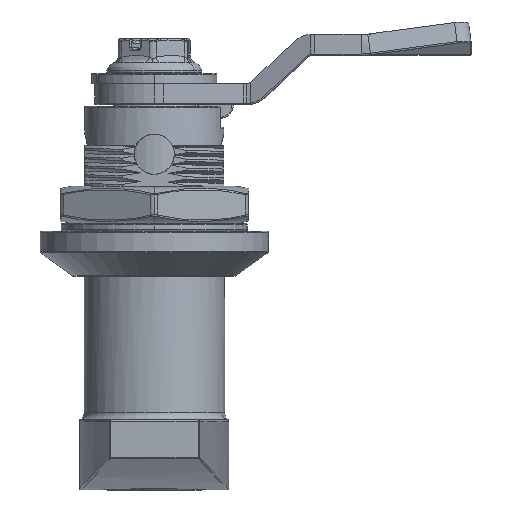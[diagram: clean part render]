
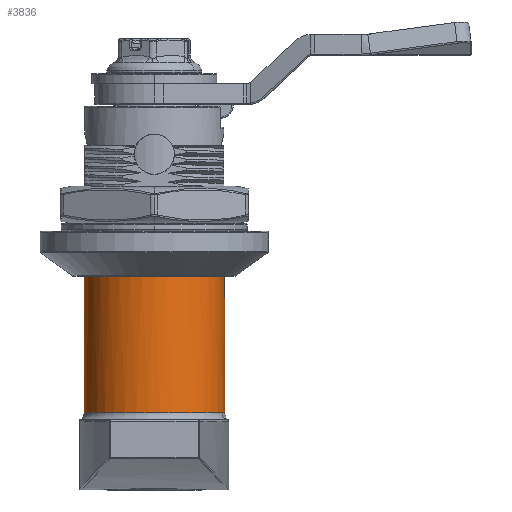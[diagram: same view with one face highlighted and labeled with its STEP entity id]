
A CAD part, front view. The second image highlights one B-rep face of the part: STEP entity #3836.
In plain terms, the highlighted cylindrical face has radius 10 mm (diameter 20 mm), a partial arc.
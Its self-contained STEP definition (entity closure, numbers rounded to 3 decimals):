
#3447 = VERTEX_POINT ( 'NONE', #25222 ) ;
#3452 = VERTEX_POINT ( 'NONE', #25183 ) ;
#3605 = EDGE_CURVE ( 'NONE', #3452, #3607, #25423, .T. ) ;
#3607 = VERTEX_POINT ( 'NONE', #25421 ) ;
#3630 = EDGE_CURVE ( 'NONE', #3447, #3631, #25451, .T. ) ;
#3631 = VERTEX_POINT ( 'NONE', #25497 ) ;
#3836 = ADVANCED_FACE ( 'NONE', ( #25764 ), #25766, .T. ) ;
#3838 = EDGE_CURVE ( 'NONE', #3607, #3872, #25761, .T. ) ;
#3840 = ORIENTED_EDGE ( 'NONE', *, *, #3630, .F. ) ;
#3842 = ORIENTED_EDGE ( 'NONE', *, *, #3875, .T. ) ;
#3843 = ORIENTED_EDGE ( 'NONE', *, *, #3838, .T. ) ;
#3845 = EDGE_CURVE ( 'NONE', #3872, #3924, #25749, .T. ) ;
#3847 = ORIENTED_EDGE ( 'NONE', *, *, #3845, .T. ) ;
#3861 = ORIENTED_EDGE ( 'NONE', *, *, #3605, .T. ) ;
#3872 = VERTEX_POINT ( 'NONE', #25769 ) ;
#3875 = EDGE_CURVE ( 'NONE', #3447, #3452, #25768, .T. ) ;
#3877 = EDGE_LOOP ( 'NONE', ( #3840, #3842, #3861, #3843, #3847, #3925 ) ) ;
#3924 = VERTEX_POINT ( 'NONE', #25874 ) ;
#3925 = ORIENTED_EDGE ( 'NONE', *, *, #3926, .T. ) ;
#3926 = EDGE_CURVE ( 'NONE', #3924, #3631, #25872, .T. ) ;
#25183 = CARTESIAN_POINT ( 'NONE',  ( 10., 0., -21.2 ) ) ;
#25222 = CARTESIAN_POINT ( 'NONE',  ( -10., 0., -21.2 ) ) ;
#25418 = DIRECTION ( 'NONE',  ( 0., 0., 1. ) ) ;
#25419 = VECTOR ( 'NONE', #25418, 1000. ) ;
#25421 = CARTESIAN_POINT ( 'NONE',  ( 10., 0., -0.917 ) ) ;
#25422 = CARTESIAN_POINT ( 'NONE',  ( 10., 0., -21.4 ) ) ;
#25423 = LINE ( 'NONE', #25422, #25419 ) ;
#25440 = DIRECTION ( 'NONE',  ( 0., 0., 1. ) ) ;
#25441 = VECTOR ( 'NONE', #25440, 1000. ) ;
#25450 = CARTESIAN_POINT ( 'NONE',  ( -10., 0., -21.4 ) ) ;
#25451 = LINE ( 'NONE', #25450, #25441 ) ;
#25497 = CARTESIAN_POINT ( 'NONE',  ( -10., 0., -0.917 ) ) ;
#25720 = DIRECTION ( 'NONE',  ( 0., 0., 1. ) ) ;
#25725 = CARTESIAN_POINT ( 'NONE',  ( 0., 0., -21.4 ) ) ;
#25738 = AXIS2_PLACEMENT_3D ( 'NONE', #25725, #25720, #25762 ) ;
#25746 = DIRECTION ( 'NONE',  ( -1., 0., 0. ) ) ;
#25747 = DIRECTION ( 'NONE',  ( 0., 0., -1. ) ) ;
#25748 = AXIS2_PLACEMENT_3D ( 'NONE', #25759, #25747, #25746 ) ;
#25749 = CIRCLE ( 'NONE', #25748, 10. ) ;
#25750 = CARTESIAN_POINT ( 'NONE',  ( 9.613, -2.756, -1. ) ) ;
#25751 = CARTESIAN_POINT ( 'NONE',  ( 9.742, -2.305, -1. ) ) ;
#25752 = CARTESIAN_POINT ( 'NONE',  ( 9.839, -1.846, -0.975 ) ) ;
#25753 = CARTESIAN_POINT ( 'NONE',  ( 9.968, -0.925, -0.933 ) ) ;
#25754 = CARTESIAN_POINT ( 'NONE',  ( 10., -0.463, -0.917 ) ) ;
#25755 = CARTESIAN_POINT ( 'NONE',  ( 10., 0., -0.917 ) ) ;
#25759 = CARTESIAN_POINT ( 'NONE',  ( 0., 0., -1. ) ) ;
#25761 = B_SPLINE_CURVE_WITH_KNOTS ( 'NONE', 3,
 ( #25755, #25754, #25753, #25752, #25751, #25750 ),
 .UNSPECIFIED., .F., .F.,
 ( 4, 2, 4 ),
 ( 0.003, 0.004, 0.006 ),
 .UNSPECIFIED. ) ;
#25762 = DIRECTION ( 'NONE',  ( 1., 0., 0. ) ) ;
#25764 = FACE_OUTER_BOUND ( 'NONE', #3877, .T. ) ;
#25766 = CYLINDRICAL_SURFACE ( 'NONE', #25738, 10. ) ;
#25767 = AXIS2_PLACEMENT_3D ( 'NONE', #25775, #25813, #25812 ) ;
#25768 = CIRCLE ( 'NONE', #25767, 10. ) ;
#25769 = CARTESIAN_POINT ( 'NONE',  ( 9.613, -2.756, -1. ) ) ;
#25775 = CARTESIAN_POINT ( 'NONE',  ( 0., 0., -21.2 ) ) ;
#25812 = DIRECTION ( 'NONE',  ( -1., 0., 0. ) ) ;
#25813 = DIRECTION ( 'NONE',  ( 0., 0., 1. ) ) ;
#25863 = CARTESIAN_POINT ( 'NONE',  ( -10., 0., -0.917 ) ) ;
#25864 = CARTESIAN_POINT ( 'NONE',  ( -10., -0.462, -0.917 ) ) ;
#25865 = CARTESIAN_POINT ( 'NONE',  ( -9.968, -0.928, -0.933 ) ) ;
#25866 = CARTESIAN_POINT ( 'NONE',  ( -9.838, -1.851, -0.975 ) ) ;
#25867 = CARTESIAN_POINT ( 'NONE',  ( -9.742, -2.306, -1. ) ) ;
#25868 = CARTESIAN_POINT ( 'NONE',  ( -9.613, -2.756, -1. ) ) ;
#25872 = B_SPLINE_CURVE_WITH_KNOTS ( 'NONE', 3,
 ( #25868, #25867, #25866, #25865, #25864, #25863 ),
 .UNSPECIFIED., .F., .F.,
 ( 4, 2, 4 ),
 ( 0., 0.001, 0.003 ),
 .UNSPECIFIED. ) ;
#25874 = CARTESIAN_POINT ( 'NONE',  ( -9.613, -2.756, -1. ) ) ;
